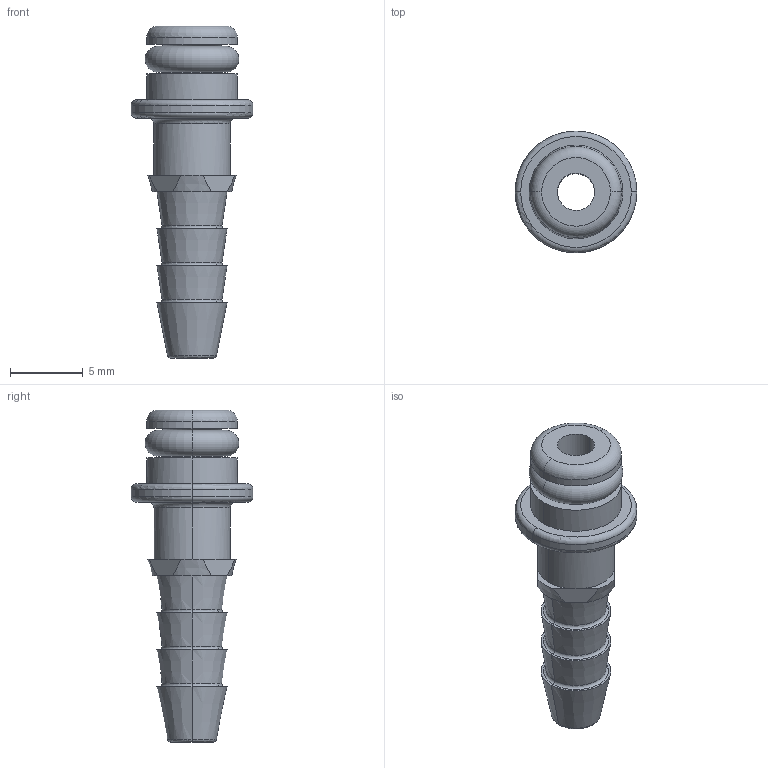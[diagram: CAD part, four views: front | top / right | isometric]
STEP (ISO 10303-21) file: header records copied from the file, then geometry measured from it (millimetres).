
FILE_DESCRIPTION(('CATIA V5 STEP Exchange','CAx-IF Rec.Pracs.--- Model Styling and Organization---1.4--- 2014-01-23'),'2;1');
FILE_NAME ('704232-3_2', '2020-10-22T09:34:59+00:00', ('none'), ('Weidmueller'), 'CATIA Version 5-6 Release 2016 SP3 HF44', 'CATIA V5 STEP AP214', 'none');
FILE_SCHEMA(('AUTOMOTIVE_DESIGN { 1 0 10303 214 1 1 1 1 }'));
Length unit declared in the file: millimetre
Products named in the file (1): 2637410000
Bounding box: 8.38 x 8.38 x 22.86 mm (x, y, z)
Volume: 380 mm3; surface area: 717.4 mm2
Topology: 1 solids, 1 shells, 62 faces, 132 edges, 80 vertices
Faces by surface type: torus 22, plane 18, cone 12, cylinder 10
Entity records: 1962 total; most frequent: CARTESIAN_POINT 766, ORIENTED_EDGE 264, DIRECTION 194, EDGE_CURVE 132, AXIS2_PLACEMENT_3D 103, VERTEX_POINT 80, EDGE_LOOP 72, ADVANCED_FACE 62
